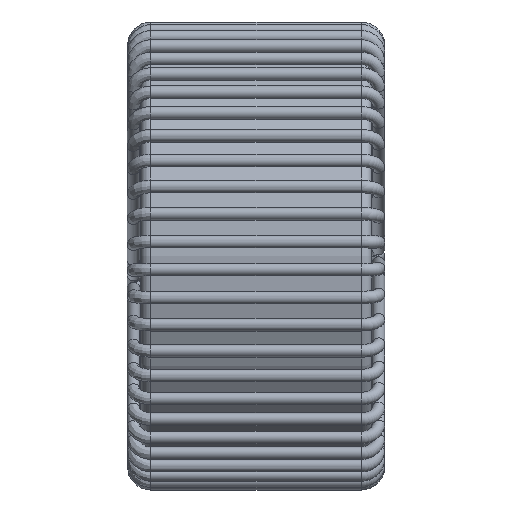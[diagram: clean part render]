
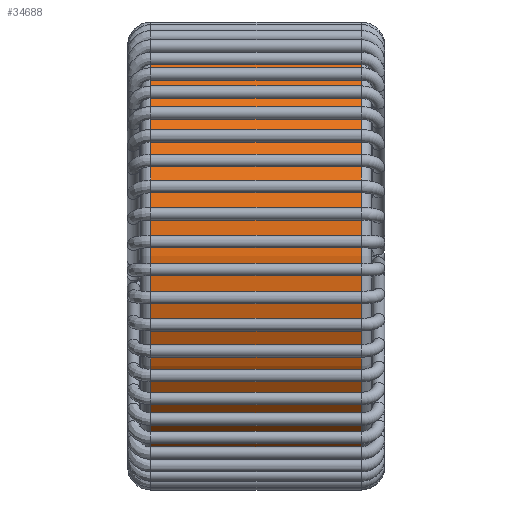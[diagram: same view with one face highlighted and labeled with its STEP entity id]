
A CAD part, top view. The second image highlights one B-rep face of the part: STEP entity #34688.
In plain terms, the highlighted cylindrical face has radius 10.5 mm (diameter 21 mm), a full revolution.
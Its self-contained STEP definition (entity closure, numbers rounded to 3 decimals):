
#34688 = ADVANCED_FACE('',(#34689),#34715,.T.);
#34689 = FACE_BOUND('',#34690,.T.);
#34690 = EDGE_LOOP('',(#34691,#34700,#34707,#34714));
#34691 = ORIENTED_EDGE('',*,*,#34692,.F.);
#34692 = EDGE_CURVE('',#34693,#34693,#34695,.T.);
#34693 = VERTEX_POINT('',#34694);
#34694 = CARTESIAN_POINT('',(-5.,0.,21.8)
  );
#34695 = CIRCLE('',#34696,10.5);
#34696 = AXIS2_PLACEMENT_3D('',#34697,#34698,#34699);
#34697 = CARTESIAN_POINT('',(-5.,0.,11.3)
  );
#34698 = DIRECTION('',(-1.,0.,0.));
#34699 = DIRECTION('',(0.,0.,1.));
#34700 = ORIENTED_EDGE('',*,*,#34701,.T.);
#34701 = EDGE_CURVE('',#34693,#34702,#34704,.T.);
#34702 = VERTEX_POINT('',#34703);
#34703 = CARTESIAN_POINT('',(5.,0.,21.8));
#34704 = B_SPLINE_CURVE_WITH_KNOTS('',1,(#34705,#34706),.UNSPECIFIED.,
  .F.,.F.,(2,2),(-10.5,-0.5),.PIECEWISE_BEZIER_KNOTS.);
#34705 = CARTESIAN_POINT('',(-5.,0.,21.8)
  );
#34706 = CARTESIAN_POINT('',(5.,0.,21.8));
#34707 = ORIENTED_EDGE('',*,*,#34708,.T.);
#34708 = EDGE_CURVE('',#34702,#34702,#34709,.T.);
#34709 = CIRCLE('',#34710,10.5);
#34710 = AXIS2_PLACEMENT_3D('',#34711,#34712,#34713);
#34711 = CARTESIAN_POINT('',(5.,0.,11.3));
#34712 = DIRECTION('',(-1.,0.,0.));
#34713 = DIRECTION('',(0.,0.,1.));
#34714 = ORIENTED_EDGE('',*,*,#34701,.F.);
#34715 = CYLINDRICAL_SURFACE('',#34716,10.5);
#34716 = AXIS2_PLACEMENT_3D('',#34717,#34718,#34719);
#34717 = CARTESIAN_POINT('',(5.5,0.,11.3));
#34718 = DIRECTION('',(1.,0.,0.));
#34719 = DIRECTION('',(0.,0.,1.));
